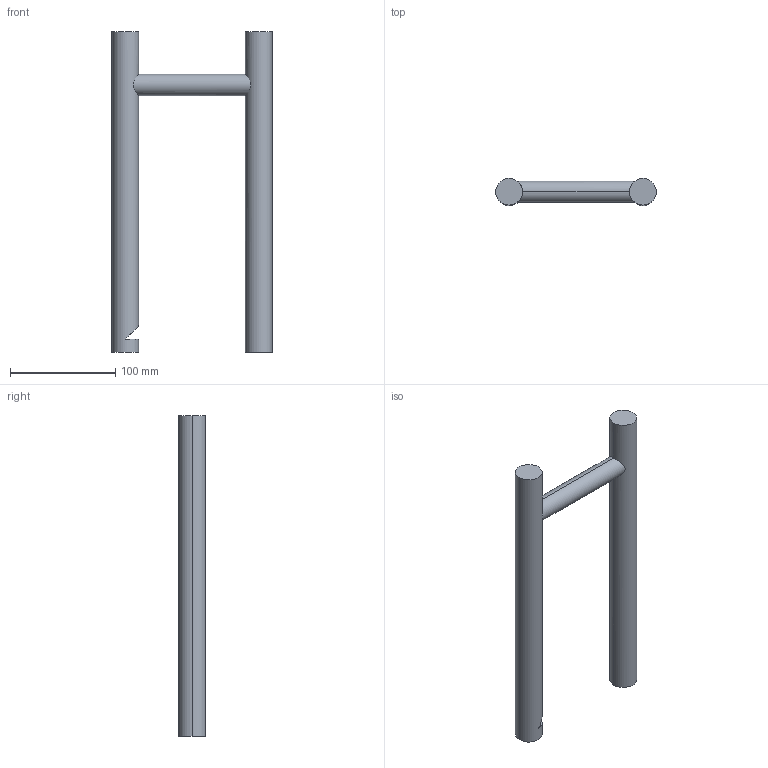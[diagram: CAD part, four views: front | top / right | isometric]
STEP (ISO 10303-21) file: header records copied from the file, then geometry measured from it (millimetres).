
FILE_DESCRIPTION (( 'STEP AP214' ), '1' );
FILE_NAME ('Part1-Inca Whistle.STEP', '2024-01-20T08:45:05', ( '' ), ( '' ), 'SwSTEP 2.0', 'SolidWorks 2022', '' );
FILE_SCHEMA (( 'AUTOMOTIVE_DESIGN' ));
Length unit declared in the file: inch
Products named in the file (1): Part1-Inca Whistle
Bounding box: 152.4 x 25.4 x 304.8 mm (x, y, z)
Volume: 71922.1 mm3; surface area: 105272.3 mm2
Topology: 1 solids, 1 shells, 21 faces, 52 edges, 32 vertices
Faces by surface type: cylinder 12, plane 9
Entity records: 1070 total; most frequent: CARTESIAN_POINT 538, ORIENTED_EDGE 104, DIRECTION 104, EDGE_CURVE 52, AXIS2_PLACEMENT_3D 42, VERTEX_POINT 32, EDGE_LOOP 22, ADVANCED_FACE 21
